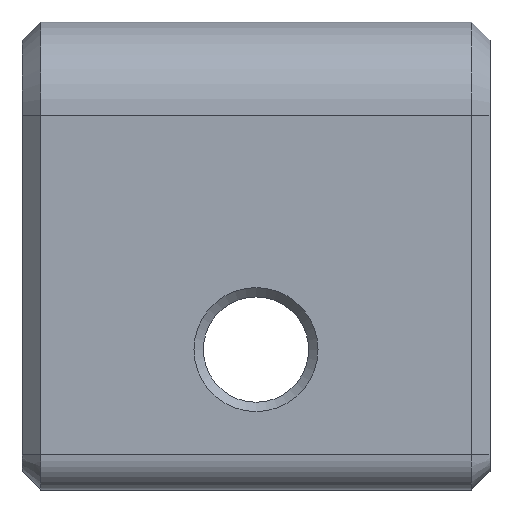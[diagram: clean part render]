
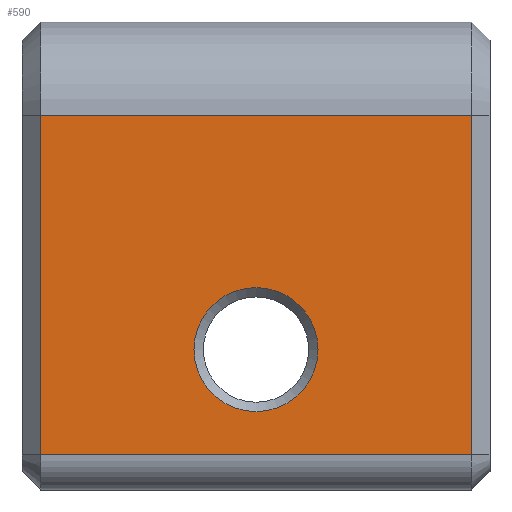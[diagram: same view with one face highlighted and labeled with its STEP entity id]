
A CAD part, left-side view. The second image highlights one B-rep face of the part: STEP entity #590.
In plain terms, the highlighted planar face has unit normal (-1, 0, 0).
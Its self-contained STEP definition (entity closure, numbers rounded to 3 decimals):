
#17=FACE_BOUND('',#95,.T.);
#21=PLANE('',#649);
#54=FACE_OUTER_BOUND('',#94,.T.);
#94=EDGE_LOOP('',(#435,#436,#437,#438));
#95=EDGE_LOOP('',(#439));
#140=LINE('',#925,#202);
#141=LINE('',#927,#203);
#142=LINE('',#929,#204);
#143=LINE('',#930,#205);
#202=VECTOR('',#740,10.);
#203=VECTOR('',#741,10.);
#204=VECTOR('',#742,10.);
#205=VECTOR('',#743,10.);
#255=CIRCLE('',#645,2.65);
#285=VERTEX_POINT('',#913);
#288=VERTEX_POINT('',#923);
#289=VERTEX_POINT('',#924);
#290=VERTEX_POINT('',#926);
#291=VERTEX_POINT('',#928);
#336=EDGE_CURVE('',#285,#285,#255,.T.);
#341=EDGE_CURVE('',#288,#289,#140,.T.);
#342=EDGE_CURVE('',#290,#288,#141,.T.);
#343=EDGE_CURVE('',#291,#290,#142,.T.);
#344=EDGE_CURVE('',#289,#291,#143,.T.);
#435=ORIENTED_EDGE('',*,*,#341,.F.);
#436=ORIENTED_EDGE('',*,*,#342,.F.);
#437=ORIENTED_EDGE('',*,*,#343,.F.);
#438=ORIENTED_EDGE('',*,*,#344,.F.);
#439=ORIENTED_EDGE('',*,*,#336,.F.);
#590=ADVANCED_FACE('',(#54,#17),#21,.T.);
#645=AXIS2_PLACEMENT_3D('',#914,#728,#729);
#649=AXIS2_PLACEMENT_3D('',#922,#738,#739);
#728=DIRECTION('center_axis',(-1.,0.,0.));
#729=DIRECTION('ref_axis',(0.,0.,-1.));
#738=DIRECTION('center_axis',(-1.,0.,0.));
#739=DIRECTION('ref_axis',(0.,0.,1.));
#740=DIRECTION('',(0.,0.,-1.));
#741=DIRECTION('',(0.,-1.,0.));
#742=DIRECTION('',(0.,0.,1.));
#743=DIRECTION('',(0.,1.,0.));
#913=CARTESIAN_POINT('',(0.,10.,-11.35));
#914=CARTESIAN_POINT('Origin',(0.,10.,-14.));
#922=CARTESIAN_POINT('Origin',(0.,0.,-20.));
#923=CARTESIAN_POINT('',(0.,0.8,-4.));
#924=CARTESIAN_POINT('',(0.,0.8,-18.5));
#925=CARTESIAN_POINT('',(0.,0.8,-15.));
#926=CARTESIAN_POINT('',(0.,19.2,-4.));
#927=CARTESIAN_POINT('',(0.,0.,-4.));
#928=CARTESIAN_POINT('',(0.,19.2,-18.5));
#929=CARTESIAN_POINT('',(0.,19.2,-15.));
#930=CARTESIAN_POINT('',(0.,0.,-18.5));
